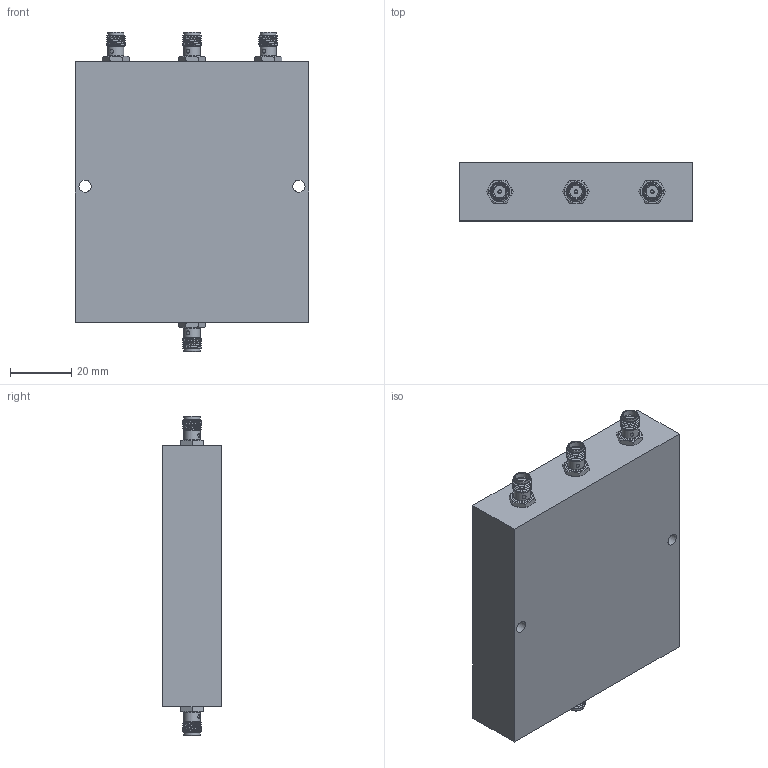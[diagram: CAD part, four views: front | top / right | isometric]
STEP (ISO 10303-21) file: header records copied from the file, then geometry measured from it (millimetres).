
FILE_DESCRIPTION (( 'STEP AP203' ), '1' );
FILE_NAME ('PE2090_3D.step', '2021-02-23T20:02:14', ( '' ), ( '' ), 'SwSTEP 2.0', 'SolidWorks 2018', '' );
FILE_SCHEMA (( 'CONFIG_CONTROL_DESIGN' ));
Products named in the file (1): PE2090_3D
Bounding box: 76.2 x 19.05 x 104.39 mm (x, y, z)
Volume: 124021.9 mm3; surface area: 20677.7 mm2
Topology: 1 solids, 1 shells, 690 faces, 1755 edges, 1154 vertices
Faces by surface type: plane 393, bspline 195, cone 68, cylinder 30, torus 4
Full cylindrical faces by diameter (mm): 0.94 x4, 1.194 x4, 3.962 x2, 4.521 x4, 5.334 x8
Entity records: 33878 total; most frequent: CARTESIAN_POINT 18833, ORIENTED_EDGE 3418, DIRECTION 2307, EDGE_CURVE 1709, VERTEX_POINT 1146, VECTOR 1059, LINE 1059, EDGE_LOOP 819
